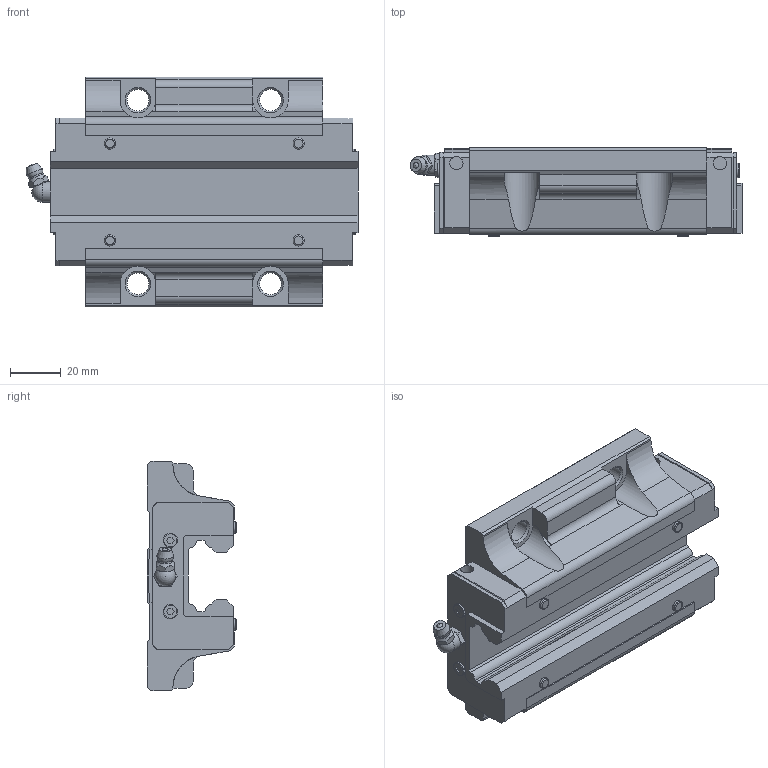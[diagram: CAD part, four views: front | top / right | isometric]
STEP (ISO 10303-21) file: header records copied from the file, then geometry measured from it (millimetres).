
FILE_DESCRIPTION(/* description */ ('STEP AP214'),/* implementation_level */ '2;1');
FILE_NAME(/* name */ 'HSR30LC1SS(GK) BLOCK(B-M6F1)',/* time_stamp */ '2023-02-06T12:35:51+01:00',/* author */ ('License CC BY-ND 4.0'),/* organization */ ('CADENAS'),/* preprocessor_version */ 'ST-DEVELOPER v18.102',/* originating_system */ 'PARTsolutions',/* authorisation */ ' ');
FILE_SCHEMA (('AUTOMOTIVE_DESIGN {1 0 10303 214 3 1 1}'));
Length unit declared in the file: millimetre
Products named in the file (3): HSR30LC1SS(GK) BLOCK(B-M6F1); hsr_ftht_B-M6F_grease_nipple_joint; HSR30LCSSB-M6F11 S
Assembly tree (2 placements, depth 2):
  HSR30LC1SS(GK) BLOCK(B-M6F1)
    hsr_ftht_B-M6F_grease_nipple_joint
    HSR30LCSSB-M6F11 S
Bounding box: 130.2 x 35 x 90 mm (x, y, z)
Volume: 221979.3 mm3; surface area: 38240.6 mm2
Topology: 2 solids, 2 shells, 266 faces, 714 edges, 467 vertices
Faces by surface type: plane 184, cylinder 48, cone 21, torus 10, sphere 3
Full cylindrical faces by diameter (mm): 4.37 x4, 4.917 x2, 5.2 x4, 5.7 x4, 6 x1, 6.2 x2, 8 x1, 8.5 x4
Entity records: 7997 total; most frequent: CARTESIAN_POINT 1522, ORIENTED_EDGE 1288, DIRECTION 1284, EDGE_CURVE 644, LINE 470, VECTOR 470, VERTEX_POINT 449, AXIS2_PLACEMENT_3D 407
